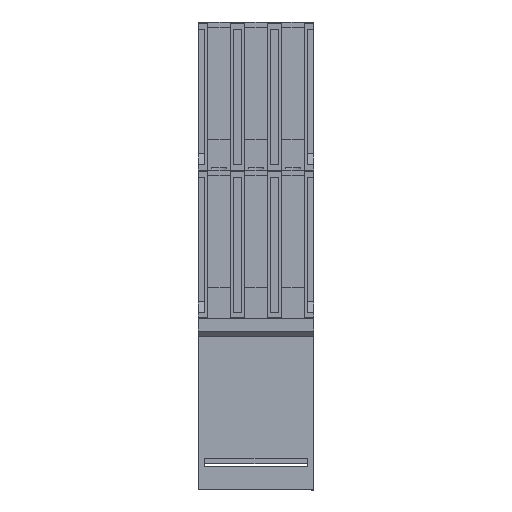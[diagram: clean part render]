
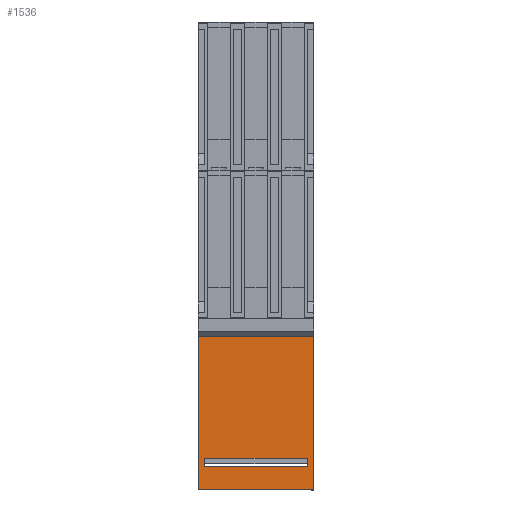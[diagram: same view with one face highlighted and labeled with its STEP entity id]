
A CAD part, front view. The second image highlights one B-rep face of the part: STEP entity #1536.
In plain terms, the highlighted planar face has unit normal (0, -1, 0).
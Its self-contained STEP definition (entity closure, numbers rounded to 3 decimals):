
#1536=ADVANCED_FACE('NONE',(#4001,#4002),#4003,.T.);
#4001=FACE_OUTER_BOUND('',#8681,.T.);
#4002=FACE_BOUND('',#8682,.T.);
#4003=PLANE('',#8683);
#8681=EDGE_LOOP('',(#18257,#18258,#18259,#18260,#18261,#18262));
#8682=EDGE_LOOP('',(#18263,#18264,#18265,#18266));
#8683=AXIS2_PLACEMENT_3D('',#18267,#18268,#18269);
#18257=ORIENTED_EDGE('',*,*,#26649,.T.);
#18258=ORIENTED_EDGE('',*,*,#27401,.F.);
#18259=ORIENTED_EDGE('',*,*,#27402,.F.);
#18260=ORIENTED_EDGE('',*,*,#27372,.F.);
#18261=ORIENTED_EDGE('',*,*,#27403,.F.);
#18262=ORIENTED_EDGE('',*,*,#27256,.T.);
#18263=ORIENTED_EDGE('',*,*,#27404,.F.);
#18264=ORIENTED_EDGE('',*,*,#27405,.F.);
#18265=ORIENTED_EDGE('',*,*,#27406,.F.);
#18266=ORIENTED_EDGE('',*,*,#26888,.F.);
#18267=CARTESIAN_POINT('',(0.0,13.89,29.9));
#18268=DIRECTION('',(0.0,-1.0,0.0));
#18269=DIRECTION('',(0.0,0.0,1.0));
#26649=EDGE_CURVE('NONE',#31304,#31302,#31305,.T.);
#26888=EDGE_CURVE('NONE',#31706,#31708,#31709,.T.);
#27256=EDGE_CURVE('NONE',#32298,#31304,#32299,.T.);
#27372=EDGE_CURVE('NONE',#32500,#32495,#32502,.T.);
#27401=EDGE_CURVE('NONE',#32543,#31302,#32544,.T.);
#27402=EDGE_CURVE('NONE',#32495,#32543,#32545,.T.);
#27403=EDGE_CURVE('NONE',#32298,#32500,#32546,.T.);
#27404=EDGE_CURVE('NONE',#32547,#31706,#32548,.T.);
#27405=EDGE_CURVE('NONE',#32549,#32547,#32550,.T.);
#27406=EDGE_CURVE('NONE',#31708,#32549,#32551,.T.);
#31302=VERTEX_POINT('NONE',#38806);
#31304=VERTEX_POINT('NONE',#38809);
#31305=LINE('',#38810,#38811);
#31706=VERTEX_POINT('NONE',#39382);
#31708=VERTEX_POINT('NONE',#39385);
#31709=LINE('',#39386,#39387);
#32298=VERTEX_POINT('NONE',#40218);
#32299=LINE('',#40219,#40220);
#32495=VERTEX_POINT('NONE',#40514);
#32500=VERTEX_POINT('NONE',#40521);
#32502=LINE('',#40524,#40525);
#32543=VERTEX_POINT('NONE',#40584);
#32544=LINE('',#40585,#40586);
#32545=LINE('',#40587,#40588);
#32546=LINE('',#40589,#40590);
#32547=VERTEX_POINT('NONE',#40591);
#32548=LINE('',#40592,#40593);
#32549=VERTEX_POINT('NONE',#40594);
#32550=LINE('',#40595,#40596);
#32551=LINE('',#40597,#40598);
#38806=CARTESIAN_POINT('',(22.5,13.89,0.));
#38809=CARTESIAN_POINT('',(0.0,13.89,0.));
#38810=CARTESIAN_POINT('',(0.0,13.89,0.));
#38811=VECTOR('',#50671,1000.0);
#39382=CARTESIAN_POINT('',(1.253,13.89,4.5));
#39385=CARTESIAN_POINT('',(21.253,13.89,4.5));
#39386=CARTESIAN_POINT('',(0.0,13.89,4.5));
#39387=VECTOR('',#50999,1000.0);
#40218=CARTESIAN_POINT('',(0.0,13.89,29.9));
#40219=CARTESIAN_POINT('',(0.0,13.89,29.9));
#40220=VECTOR('',#51467,1000.0);
#40514=CARTESIAN_POINT('',(22.48,13.89,29.9));
#40521=CARTESIAN_POINT('',(0.02,13.89,29.9));
#40524=CARTESIAN_POINT('',(0.0,13.89,29.9));
#40525=VECTOR('',#51584,1000.0);
#40584=CARTESIAN_POINT('',(22.5,13.89,29.9));
#40585=CARTESIAN_POINT('',(22.5,13.89,29.9));
#40586=VECTOR('',#51615,1000.0);
#40587=CARTESIAN_POINT('',(0.0,13.89,29.9));
#40588=VECTOR('',#51616,1000.0);
#40589=CARTESIAN_POINT('',(0.0,13.89,29.9));
#40590=VECTOR('',#51617,1000.0);
#40591=CARTESIAN_POINT('',(1.253,13.89,6.2));
#40592=CARTESIAN_POINT('',(1.253,13.89,29.9));
#40593=VECTOR('',#51618,1000.0);
#40594=CARTESIAN_POINT('',(21.253,13.89,6.2));
#40595=CARTESIAN_POINT('',(0.0,13.89,6.2));
#40596=VECTOR('',#51619,1000.0);
#40597=CARTESIAN_POINT('',(21.253,13.89,29.9));
#40598=VECTOR('',#51620,1000.0);
#50671=DIRECTION('',(1.0,0.0,0.0));
#50999=DIRECTION('',(1.0,0.0,0.0));
#51467=DIRECTION('',(0.0,0.0,-1.0));
#51584=DIRECTION('',(1.0,0.0,0.0));
#51615=DIRECTION('',(0.0,0.0,-1.0));
#51616=DIRECTION('',(1.0,0.0,0.0));
#51617=DIRECTION('',(1.0,0.0,0.0));
#51618=DIRECTION('',(0.0,0.0,-1.0));
#51619=DIRECTION('',(-1.0,0.0,0.0));
#51620=DIRECTION('',(0.0,0.0,1.0));
